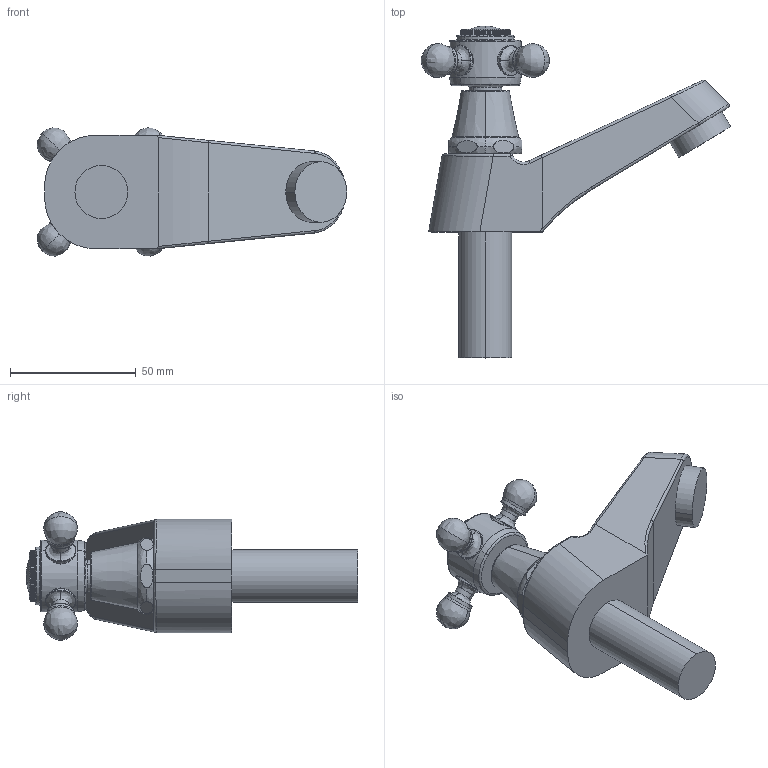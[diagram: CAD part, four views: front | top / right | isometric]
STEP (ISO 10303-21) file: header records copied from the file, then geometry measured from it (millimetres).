
FILE_DESCRIPTION (( 'STEP AP214' ), '1' );
FILE_NAME ('223190.STEP', '2020-08-21T09:18:56', ( '' ), ( '' ), 'SwSTEP 2.0', 'SolidWorks 2016', '' );
FILE_SCHEMA (( 'AUTOMOTIVE_DESIGN' ));
Length unit declared in the file: millimetre
Products named in the file (6): GRIFO LAVABO ECONOMICO; INDICE 1866 CROMO_-01; LETRA F GX; 223190; 1073 CUBREMONTURAS LAVABO MONOBLOC GRB_-01; VOLANTE BIMANDO 1866
Assembly tree (5 placements, depth 2):
  223190
    GRIFO LAVABO ECONOMICO
    VOLANTE BIMANDO 1866
    LETRA F GX
    INDICE 1866 CROMO_-01
    1073 CUBREMONTURAS LAVABO MONOBLOC GRB_-01
Bounding box: 122.84 x 131.75 x 50.9 mm (x, y, z)
Volume: 150666.2 mm3; surface area: 32260.8 mm2
Topology: 5 solids, 5 shells, 773 faces, 2117 edges, 1287 vertices
Faces by surface type: bspline 269, plane 247, cylinder 175, cone 82
Entity records: 39841 total; most frequent: CARTESIAN_POINT 13932, ORIENTED_EDGE 4082, DIRECTION 3025, EDGE_CURVE 2041, VERTEX_POINT 1287, AXIS2_PLACEMENT_3D 1187, UNCERTAINTY_MEASURE_WITH_UNIT 789, EDGE_LOOP 788
